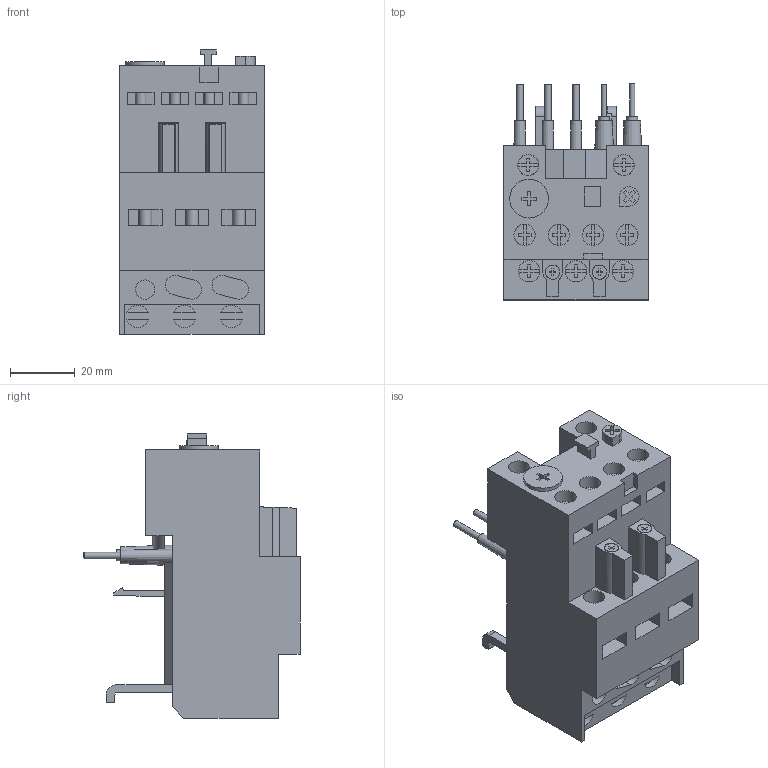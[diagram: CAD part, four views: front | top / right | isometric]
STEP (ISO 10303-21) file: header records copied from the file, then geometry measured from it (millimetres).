
FILE_DESCRIPTION( ( 'STEP AP214' ), ' ' );
FILE_NAME( 'zb12.stp', '2017-08-21T08:50:18', ( '' ), ( '' ), ' ', 'PARTsolutions', ' ' );
FILE_SCHEMA( ( 'AUTOMOTIVE_DESIGN { 1 0 10303 214 1 1 1 1 }' ) );
Length unit declared in the file: millimetre
Products named in the file (1): _278433_(index)
Bounding box: 44.6 x 66.9 x 88 mm (x, y, z)
Volume: 122356.3 mm3; surface area: 26286.9 mm2
Topology: 1 solids, 1 shells, 377 faces, 981 edges, 655 vertices
Faces by surface type: plane 326, cylinder 46, cone 5
Full cylindrical faces by diameter (mm): 1.63 x2, 2 x3, 3.254 x4, 3.4 x4, 4 x3, 4.4 x2, 6 x1, 6.5 x2, 6.6 x7, 12 x1
Entity records: 14290 total; most frequent: CARTESIAN_POINT 2058, ORIENTED_EDGE 1864, DIRECTION 1812, EDGE_CURVE 932, LINE 800, VECTOR 800, VERTEX_POINT 640, AXIS2_PLACEMENT_3D 506
